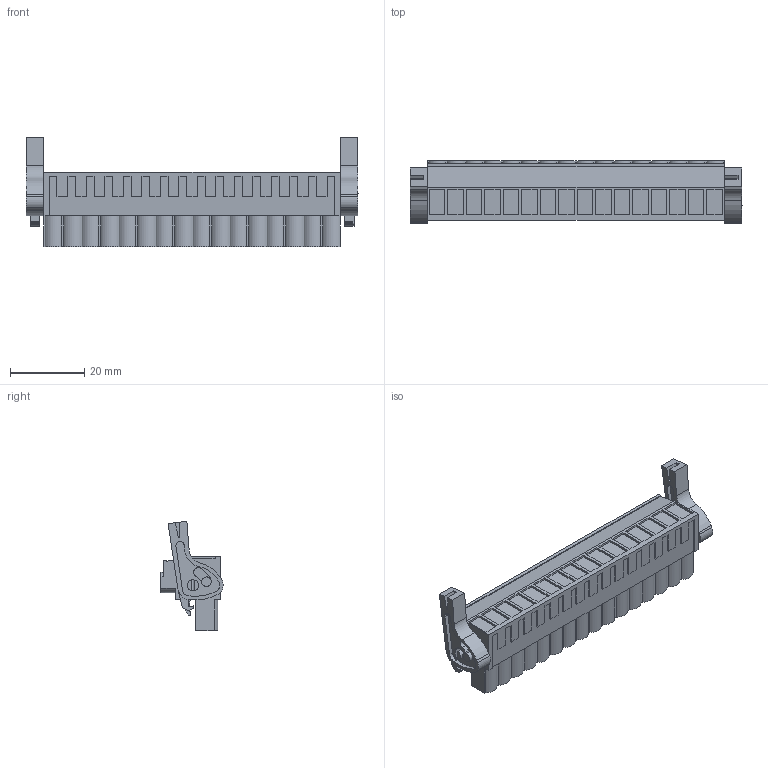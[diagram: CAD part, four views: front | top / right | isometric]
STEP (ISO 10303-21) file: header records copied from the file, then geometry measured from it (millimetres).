
FILE_DESCRIPTION(('CATIA V5 STEP Exchange','CAx-IF Rec.Pracs.--- Model Styling and Organization---1.2---2011-12-15'),'2;1');
FILE_NAME ('D1460388_0_1956460000_1956460000.stp','2017-05-02T12:00:57+00:00',('none'),('Weidmueller'),'CATIA Version 5-6 Release 2014','CATIA V5 STEP AP214','none');
FILE_SCHEMA(('AUTOMOTIVE_DESIGN { 1 0 10303 214 1 1 1 1 }'));
Length unit declared in the file: millimetre
Products named in the file (1): 1956460000
Bounding box: 89.7 x 16.89 x 29.52 mm (x, y, z)
Volume: 16965.8 mm3; surface area: 10268.9 mm2
Topology: 19 solids, 19 shells, 1110 faces, 3172 edges, 2174 vertices
Faces by surface type: plane 854, cylinder 254, extrusion 2
Entity records: 35173 total; most frequent: CARTESIAN_POINT 6762, ORIENTED_EDGE 6344, DIRECTION 4550, EDGE_CURVE 3172, VECTOR 2550, LINE 2548, VERTEX_POINT 2174, AXIS2_PLACEMENT_3D 1263
